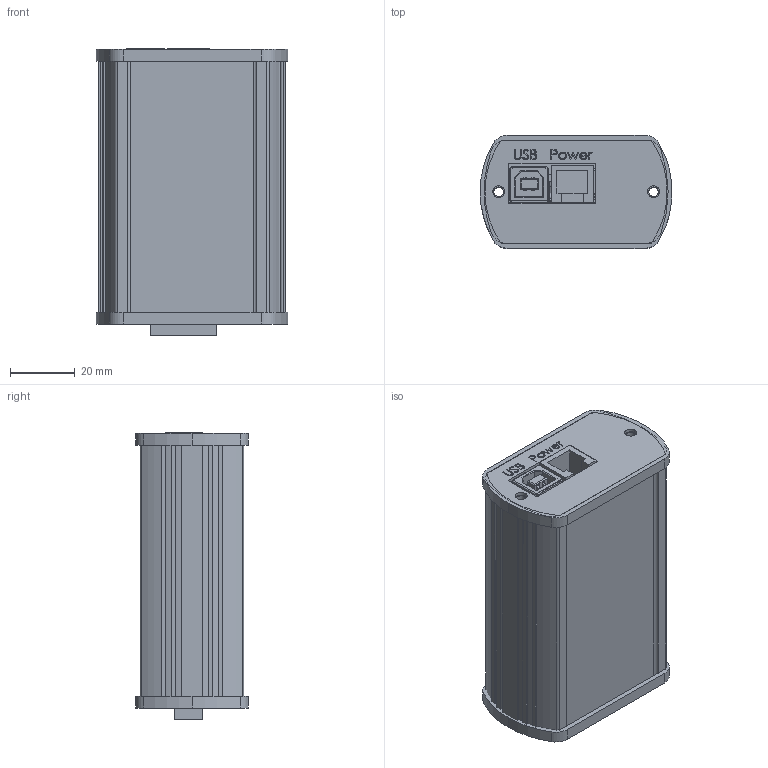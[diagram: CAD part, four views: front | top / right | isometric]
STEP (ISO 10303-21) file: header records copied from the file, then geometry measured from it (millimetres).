
FILE_DESCRIPTION (( 'STEP AP203' ), '1' );
FILE_NAME ('08SMC-1.STEP', '2016-05-30T02:54:51', ( '' ), ( '' ), 'SwSTEP 2.0', 'SolidWorks 2016', '' );
FILE_SCHEMA (( 'CONFIG_CONTROL_DESIGN' ));
Products named in the file (1): 08SMC-1
Bounding box: 59.41 x 35 x 88.77 mm (x, y, z)
Volume: 43356.6 mm3; surface area: 58783.9 mm2
Topology: 90 solids, 90 shells, 3371 faces, 8904 edges, 5757 vertices
Faces by surface type: plane 2445, cylinder 585, torus 156, bspline 131, sphere 44, cone 10
Entity records: 108061 total; most frequent: CARTESIAN_POINT 24604, ORIENTED_EDGE 17724, DIRECTION 16514, EDGE_CURVE 8862, VECTOR 7136, LINE 7136, VERTEX_POINT 5757, AXIS2_PLACEMENT_3D 4689
